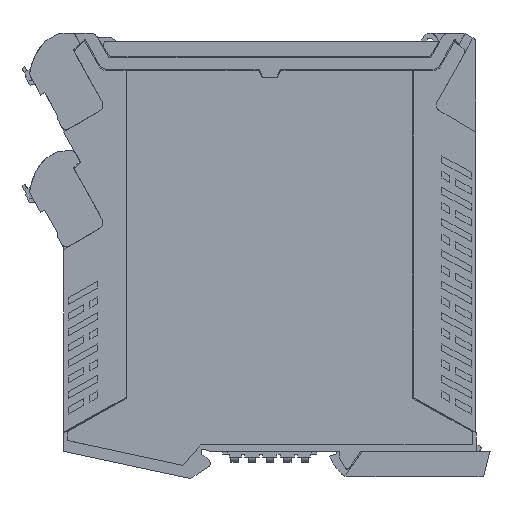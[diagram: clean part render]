
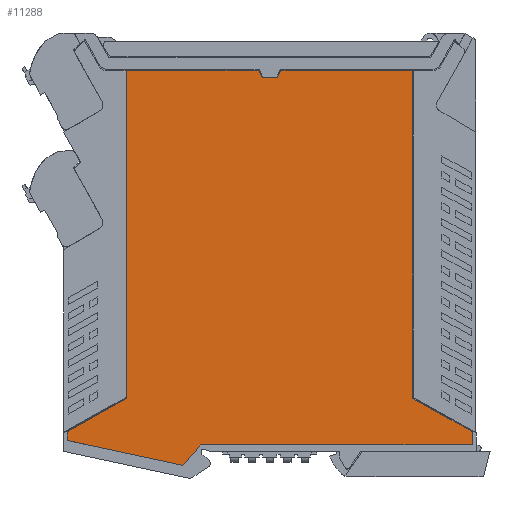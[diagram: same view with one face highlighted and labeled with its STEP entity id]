
A CAD part, left-side view. The second image highlights one B-rep face of the part: STEP entity #11288.
In plain terms, the highlighted planar face has unit normal (-1, 0, 0).
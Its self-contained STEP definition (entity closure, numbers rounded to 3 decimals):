
#11260=AXIS2_PLACEMENT_3D('Plane Axis2P3D',#11257,#11258,#11259) ;
#6880=CARTESIAN_POINT('Vertex',(0.,4.57,12.04)) ;
#6883=CARTESIAN_POINT('Line Origine',(0.,4.57,10.332)) ;
#6887=CARTESIAN_POINT('Vertex',(0.,4.57,8.624)) ;
#6910=CARTESIAN_POINT('Line Origine',(0.,56.437,8.624)) ;
#6914=CARTESIAN_POINT('Vertex',(0.,74.129,8.624)) ;
#6930=CARTESIAN_POINT('Line Origine',(0.,76.644,5.745)) ;
#6934=CARTESIAN_POINT('Vertex',(0.,78.681,3.413)) ;
#6936=CARTESIAN_POINT('Vertex',(0.,74.607,8.077)) ;
#6965=CARTESIAN_POINT('Line Origine',(0.,74.365,8.353)) ;
#6969=CARTESIAN_POINT('Vertex',(0.,74.602,8.082)) ;
#6972=CARTESIAN_POINT('Line Origine',(0.,74.604,8.079)) ;
#6995=CARTESIAN_POINT('Vertex',(0.,108.234,9.771)) ;
#6998=CARTESIAN_POINT('Line Origine',(0.,108.234,10.906)) ;
#7002=CARTESIAN_POINT('Vertex',(0.,108.234,12.04)) ;
#7032=CARTESIAN_POINT('Line Origine',(0.,100.618,16.305)) ;
#7036=CARTESIAN_POINT('Vertex',(0.,93.002,20.571)) ;
#7052=CARTESIAN_POINT('Line Origine',(0.,93.002,62.547)) ;
#7056=CARTESIAN_POINT('Vertex',(0.,93.002,104.524)) ;
#7079=CARTESIAN_POINT('Line Origine',(0.,60.983,104.524)) ;
#7083=CARTESIAN_POINT('Vertex',(0.,59.233,104.524)) ;
#7085=CARTESIAN_POINT('Vertex',(0.,62.733,104.524)) ;
#7100=CARTESIAN_POINT('Line Origine',(0.,77.867,104.524)) ;
#7126=CARTESIAN_POINT('Line Origine',(0.,58.79,103.574)) ;
#7130=CARTESIAN_POINT('Vertex',(0.,58.347,102.624)) ;
#7150=CARTESIAN_POINT('Vertex',(0.,54.457,102.624)) ;
#7160=CARTESIAN_POINT('Line Origine',(0.,56.402,102.624)) ;
#7178=CARTESIAN_POINT('Line Origine',(0.,54.014,103.574)) ;
#7182=CARTESIAN_POINT('Vertex',(0.,53.571,104.524)) ;
#7205=CARTESIAN_POINT('Line Origine',(0.,34.937,104.524)) ;
#7209=CARTESIAN_POINT('Vertex',(0.,19.802,104.524)) ;
#7211=CARTESIAN_POINT('Vertex',(0.,50.071,104.524)) ;
#7226=CARTESIAN_POINT('Line Origine',(0.,51.821,104.524)) ;
#7247=CARTESIAN_POINT('Line Origine',(0.,19.802,62.547)) ;
#7251=CARTESIAN_POINT('Vertex',(0.,19.802,20.571)) ;
#7272=CARTESIAN_POINT('Line Origine',(0.,12.186,16.305)) ;
#11257=CARTESIAN_POINT('Axis2P3D Location',(0.,56.402,7.024)) ;
#11263=CARTESIAN_POINT('Control Point',(0.,108.234,9.771)) ;
#11264=CARTESIAN_POINT('Control Point',(0.,98.383,7.652)) ;
#11265=CARTESIAN_POINT('Control Point',(0.,88.532,5.532)) ;
#11266=CARTESIAN_POINT('Control Point',(0.,78.681,3.413)) ;
#6884=DIRECTION('Vector Direction',(0.,0.,1.)) ;
#6911=DIRECTION('Vector Direction',(0.,1.,0.)) ;
#6931=DIRECTION('Vector Direction',(0.,-0.658,0.753)) ;
#6966=DIRECTION('Vector Direction',(0.,-0.658,0.753)) ;
#6973=DIRECTION('Vector Direction',(0.,-0.658,0.753)) ;
#6999=DIRECTION('Vector Direction',(0.,0.,-1.)) ;
#7033=DIRECTION('Vector Direction',(0.,0.872,-0.489)) ;
#7053=DIRECTION('Vector Direction',(0.,0.,-1.)) ;
#7080=DIRECTION('Vector Direction',(0.,1.,0.)) ;
#7101=DIRECTION('Vector Direction',(0.,1.,0.)) ;
#7127=DIRECTION('Vector Direction',(0.,0.423,0.906)) ;
#7161=DIRECTION('Vector Direction',(0.,1.,0.)) ;
#7179=DIRECTION('Vector Direction',(0.,-0.423,0.906)) ;
#7206=DIRECTION('Vector Direction',(0.,1.,0.)) ;
#7227=DIRECTION('Vector Direction',(0.,1.,0.)) ;
#7248=DIRECTION('Vector Direction',(0.,0.,1.)) ;
#7273=DIRECTION('Vector Direction',(0.,0.872,0.489)) ;
#11258=DIRECTION('Axis2P3D Direction',(-1.,0.,0.)) ;
#11259=DIRECTION('Axis2P3D XDirection',(0.,1.,0.)) ;
#6885=VECTOR('Line Direction',#6884,1.) ;
#6912=VECTOR('Line Direction',#6911,1.) ;
#6932=VECTOR('Line Direction',#6931,1.) ;
#6967=VECTOR('Line Direction',#6966,1.) ;
#6974=VECTOR('Line Direction',#6973,1.) ;
#7000=VECTOR('Line Direction',#6999,1.) ;
#7034=VECTOR('Line Direction',#7033,1.) ;
#7054=VECTOR('Line Direction',#7053,1.) ;
#7081=VECTOR('Line Direction',#7080,1.) ;
#7102=VECTOR('Line Direction',#7101,1.) ;
#7128=VECTOR('Line Direction',#7127,1.) ;
#7162=VECTOR('Line Direction',#7161,1.) ;
#7180=VECTOR('Line Direction',#7179,1.) ;
#7207=VECTOR('Line Direction',#7206,1.) ;
#7228=VECTOR('Line Direction',#7227,1.) ;
#7249=VECTOR('Line Direction',#7248,1.) ;
#7274=VECTOR('Line Direction',#7273,1.) ;
#11269=ORIENTED_EDGE('',*,*,#7164,.T.) ;
#11270=ORIENTED_EDGE('',*,*,#7132,.T.) ;
#11271=ORIENTED_EDGE('',*,*,#7087,.T.) ;
#11272=ORIENTED_EDGE('',*,*,#7104,.T.) ;
#11273=ORIENTED_EDGE('',*,*,#7058,.T.) ;
#11274=ORIENTED_EDGE('',*,*,#7038,.T.) ;
#11275=ORIENTED_EDGE('',*,*,#7004,.T.) ;
#11276=ORIENTED_EDGE('',*,*,#11267,.T.) ;
#11277=ORIENTED_EDGE('',*,*,#6938,.T.) ;
#11278=ORIENTED_EDGE('',*,*,#6976,.T.) ;
#11279=ORIENTED_EDGE('',*,*,#6971,.T.) ;
#11280=ORIENTED_EDGE('',*,*,#6916,.T.) ;
#11281=ORIENTED_EDGE('',*,*,#6889,.T.) ;
#11282=ORIENTED_EDGE('',*,*,#7276,.T.) ;
#11283=ORIENTED_EDGE('',*,*,#7253,.T.) ;
#11284=ORIENTED_EDGE('',*,*,#7213,.T.) ;
#11285=ORIENTED_EDGE('',*,*,#7230,.T.) ;
#11286=ORIENTED_EDGE('',*,*,#7184,.T.) ;
#11288=ADVANCED_FACE('GEHAEUSE',(#11287),#11261,.T.) ;
#11262=B_SPLINE_CURVE_WITH_KNOTS('',3,(#11263,#11264,#11265,#11266),.UNSPECIFIED.,.F.,.U.,(4,4),(0.,30.229),.UNSPECIFIED.) ;
#6889=EDGE_CURVE('',#6888,#6881,#6886,.T.) ;
#6916=EDGE_CURVE('',#6915,#6888,#6913,.F.) ;
#6938=EDGE_CURVE('',#6935,#6937,#6933,.T.) ;
#6971=EDGE_CURVE('',#6970,#6915,#6968,.T.) ;
#6976=EDGE_CURVE('',#6937,#6970,#6975,.T.) ;
#7004=EDGE_CURVE('',#7003,#6996,#7001,.T.) ;
#7038=EDGE_CURVE('',#7037,#7003,#7035,.T.) ;
#7058=EDGE_CURVE('',#7057,#7037,#7055,.T.) ;
#7087=EDGE_CURVE('',#7084,#7086,#7082,.T.) ;
#7104=EDGE_CURVE('',#7086,#7057,#7103,.T.) ;
#7132=EDGE_CURVE('',#7131,#7084,#7129,.T.) ;
#7164=EDGE_CURVE('',#7151,#7131,#7163,.T.) ;
#7184=EDGE_CURVE('',#7183,#7151,#7181,.F.) ;
#7213=EDGE_CURVE('',#7210,#7212,#7208,.T.) ;
#7230=EDGE_CURVE('',#7212,#7183,#7229,.T.) ;
#7253=EDGE_CURVE('',#7252,#7210,#7250,.T.) ;
#7276=EDGE_CURVE('',#6881,#7252,#7275,.T.) ;
#11267=EDGE_CURVE('',#6996,#6935,#11262,.T.) ;
#11268=EDGE_LOOP('',(#11269,#11270,#11271,#11272,#11273,#11274,#11275,#11276,#11277,#11278,#11279,#11280,#11281,#11282,#11283,#11284,#11285,#11286)) ;
#11287=FACE_OUTER_BOUND('',#11268,.T.) ;
#6886=LINE('Line',#6883,#6885) ;
#6913=LINE('Line',#6910,#6912) ;
#6933=LINE('Line',#6930,#6932) ;
#6968=LINE('Line',#6965,#6967) ;
#6975=LINE('Line',#6972,#6974) ;
#7001=LINE('Line',#6998,#7000) ;
#7035=LINE('Line',#7032,#7034) ;
#7055=LINE('Line',#7052,#7054) ;
#7082=LINE('Line',#7079,#7081) ;
#7103=LINE('Line',#7100,#7102) ;
#7129=LINE('Line',#7126,#7128) ;
#7163=LINE('Line',#7160,#7162) ;
#7181=LINE('Line',#7178,#7180) ;
#7208=LINE('Line',#7205,#7207) ;
#7229=LINE('Line',#7226,#7228) ;
#7250=LINE('Line',#7247,#7249) ;
#7275=LINE('Line',#7272,#7274) ;
#11261=PLANE('',#11260) ;
#6881=VERTEX_POINT('',#6880) ;
#6888=VERTEX_POINT('',#6887) ;
#6915=VERTEX_POINT('',#6914) ;
#6935=VERTEX_POINT('',#6934) ;
#6937=VERTEX_POINT('',#6936) ;
#6970=VERTEX_POINT('',#6969) ;
#6996=VERTEX_POINT('',#6995) ;
#7003=VERTEX_POINT('',#7002) ;
#7037=VERTEX_POINT('',#7036) ;
#7057=VERTEX_POINT('',#7056) ;
#7084=VERTEX_POINT('',#7083) ;
#7086=VERTEX_POINT('',#7085) ;
#7131=VERTEX_POINT('',#7130) ;
#7151=VERTEX_POINT('',#7150) ;
#7183=VERTEX_POINT('',#7182) ;
#7210=VERTEX_POINT('',#7209) ;
#7212=VERTEX_POINT('',#7211) ;
#7252=VERTEX_POINT('',#7251) ;
